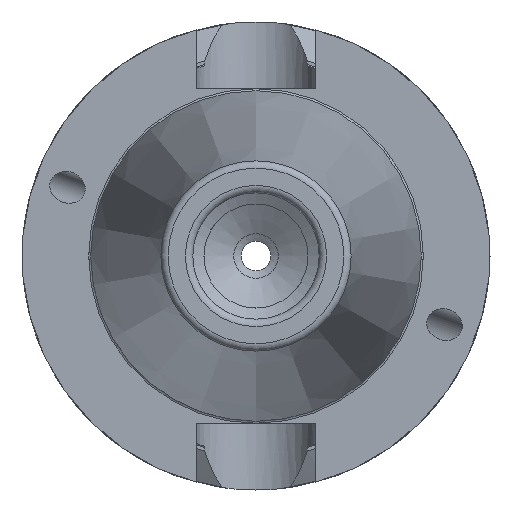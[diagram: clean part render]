
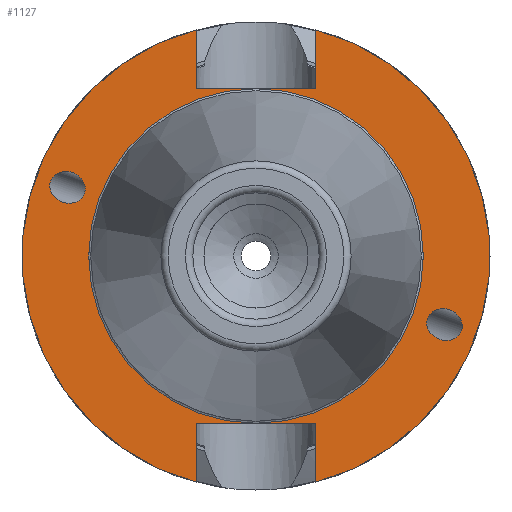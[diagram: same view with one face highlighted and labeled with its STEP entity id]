
A CAD part, left-side view. The second image highlights one B-rep face of the part: STEP entity #1127.
In plain terms, the highlighted planar face has unit normal (-1, 0, 0).
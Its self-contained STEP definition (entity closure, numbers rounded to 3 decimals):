
#301=CARTESIAN_POINT('',(2.,-23.093,-8.405));
#302=VERTEX_POINT('',#301);
#303=CARTESIAN_POINT('',(2.,-25.372,-9.235));
#304=DIRECTION('',(1.0,0.0,0.0));
#305=DIRECTION('',(0.0,-0.94,-0.342));
#306=AXIS2_PLACEMENT_3D('',#303,#304,#305);
#307=ELLIPSE('',#306,2.425,2.1);
#308=EDGE_CURVE('',#302,#302,#307,.T.);
#338=CARTESIAN_POINT('',(2.,23.093,8.405));
#339=VERTEX_POINT('',#338);
#340=CARTESIAN_POINT('',(2.,25.372,9.235));
#341=DIRECTION('',(1.0,0.0,0.0));
#342=DIRECTION('',(0.0,0.94,0.342));
#343=AXIS2_PLACEMENT_3D('',#340,#341,#342);
#344=ELLIPSE('',#343,2.425,2.1);
#345=EDGE_CURVE('',#339,#339,#344,.T.);
#557=CARTESIAN_POINT('',(2.0,8.05,-22.6));
#558=VERTEX_POINT('',#557);
#565=CARTESIAN_POINT('',(2.0,8.05,-30.454));
#566=VERTEX_POINT('',#565);
#567=CARTESIAN_POINT('',(2.,8.05,-30.454));
#568=DIRECTION('',(0.0,0.0,1.0));
#569=VECTOR('',#568,7.854);
#570=LINE('',#567,#569);
#571=EDGE_CURVE('',#566,#558,#570,.T.);
#802=CARTESIAN_POINT('',(2.,-8.05,-30.454));
#803=VERTEX_POINT('',#802);
#810=CARTESIAN_POINT('',(2.,-8.05,-22.6));
#811=VERTEX_POINT('',#810);
#812=CARTESIAN_POINT('',(2.,-8.05,-22.6));
#813=DIRECTION('',(0.0,0.0,-1.0));
#814=VECTOR('',#813,7.854);
#815=LINE('',#812,#814);
#816=EDGE_CURVE('',#811,#803,#815,.T.);
#834=CARTESIAN_POINT('',(2.,8.05,-22.6));
#835=DIRECTION('',(0.0,-1.0,0.0));
#836=VECTOR('',#835,16.1);
#837=LINE('',#834,#836);
#838=EDGE_CURVE('',#558,#811,#837,.T.);
#1060=CARTESIAN_POINT('',(2.,0.0,27.008));
#1061=DIRECTION('',(-1.0,0.0,0.0));
#1062=DIRECTION('',(0.0,0.0,1.0));
#1063=AXIS2_PLACEMENT_3D('',#1060,#1061,#1062);
#1064=PLANE('',#1063);
#1065=ORIENTED_EDGE('',*,*,#571,.T.);
#1066=ORIENTED_EDGE('',*,*,#838,.T.);
#1067=ORIENTED_EDGE('',*,*,#816,.T.);
#1068=CARTESIAN_POINT('',(2.,-8.05,30.454));
#1069=VERTEX_POINT('',#1068);
#1070=CARTESIAN_POINT('',(2.,0.0,0.0));
#1071=DIRECTION('',(-1.0,0.0,0.));
#1072=DIRECTION('',(0.,0.0,1.0));
#1073=AXIS2_PLACEMENT_3D('',#1070,#1071,#1072);
#1074=CIRCLE('',#1073,31.5);
#1075=EDGE_CURVE('',#803,#1069,#1074,.T.);
#1076=ORIENTED_EDGE('',*,*,#1075,.T.);
#1077=CARTESIAN_POINT('',(2.,-8.05,22.6));
#1078=VERTEX_POINT('',#1077);
#1079=CARTESIAN_POINT('',(2.,-8.05,30.454));
#1080=DIRECTION('',(0.0,0.0,-1.0));
#1081=VECTOR('',#1080,7.854);
#1082=LINE('',#1079,#1081);
#1083=EDGE_CURVE('',#1069,#1078,#1082,.T.);
#1084=ORIENTED_EDGE('',*,*,#1083,.T.);
#1085=CARTESIAN_POINT('',(2.,8.05,22.6));
#1086=VERTEX_POINT('',#1085);
#1087=CARTESIAN_POINT('',(2.,-8.05,22.6));
#1088=DIRECTION('',(0.0,1.0,0.0));
#1089=VECTOR('',#1088,16.1);
#1090=LINE('',#1087,#1089);
#1091=EDGE_CURVE('',#1078,#1086,#1090,.T.);
#1092=ORIENTED_EDGE('',*,*,#1091,.T.);
#1093=CARTESIAN_POINT('',(2.,8.05,30.454));
#1094=VERTEX_POINT('',#1093);
#1095=CARTESIAN_POINT('',(2.,8.05,22.6));
#1096=DIRECTION('',(0.0,0.0,1.0));
#1097=VECTOR('',#1096,7.854);
#1098=LINE('',#1095,#1097);
#1099=EDGE_CURVE('',#1086,#1094,#1098,.T.);
#1100=ORIENTED_EDGE('',*,*,#1099,.T.);
#1101=CARTESIAN_POINT('',(2.,0.0,0.0));
#1102=DIRECTION('',(-1.0,0.0,0.));
#1103=DIRECTION('',(0.,0.0,1.0));
#1104=AXIS2_PLACEMENT_3D('',#1101,#1102,#1103);
#1105=CIRCLE('',#1104,31.5);
#1106=EDGE_CURVE('',#1094,#566,#1105,.T.);
#1107=ORIENTED_EDGE('',*,*,#1106,.T.);
#1108=EDGE_LOOP('',(#1065,#1066,#1067,#1076,#1084,#1092,#1100,#1107));
#1109=FACE_OUTER_BOUND('',#1108,.T.);
#1110=ORIENTED_EDGE('',*,*,#308,.T.);
#1111=EDGE_LOOP('',(#1110));
#1112=FACE_BOUND('',#1111,.T.);
#1113=ORIENTED_EDGE('',*,*,#345,.T.);
#1114=EDGE_LOOP('',(#1113));
#1115=FACE_BOUND('',#1114,.T.);
#1116=CARTESIAN_POINT('',(2.,0.0,22.517));
#1117=VERTEX_POINT('',#1116);
#1118=CARTESIAN_POINT('',(2.,0.0,0.0));
#1119=DIRECTION('',(-1.0,0.0,0.));
#1120=DIRECTION('',(0.,0.0,1.0));
#1121=AXIS2_PLACEMENT_3D('',#1118,#1119,#1120);
#1122=CIRCLE('',#1121,22.517);
#1123=EDGE_CURVE('',#1117,#1117,#1122,.T.);
#1124=ORIENTED_EDGE('',*,*,#1123,.F.);
#1125=EDGE_LOOP('',(#1124));
#1126=FACE_BOUND('',#1125,.T.);
#1127=ADVANCED_FACE('',(#1109,#1112,#1115,#1126),#1064,.T.);
